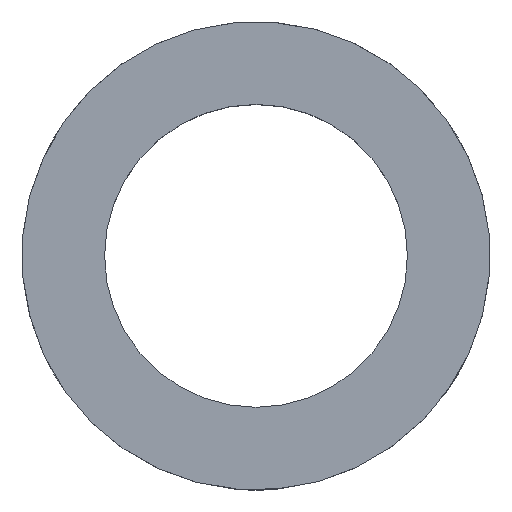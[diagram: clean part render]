
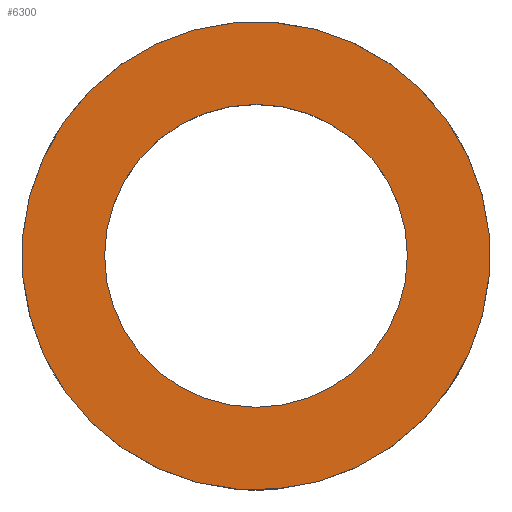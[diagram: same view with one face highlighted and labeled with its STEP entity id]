
A CAD part, top view. The second image highlights one B-rep face of the part: STEP entity #6300.
In plain terms, the highlighted face is planar.
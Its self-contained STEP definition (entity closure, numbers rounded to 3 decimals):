
#3840=CARTESIAN_POINT('',(-11.659,8.28,0.));
#3850=VERTEX_POINT('',#3840);
#3880=CARTESIAN_POINT('',(0.,0.,0.));
#3890=DIRECTION('',(0.,0.,-1.));
#3900=DIRECTION('',(0.815,-0.579,0.));
#3910=AXIS2_PLACEMENT_3D('',#3880,#3890,#3900);
#3920=CIRCLE('',#3910,14.3);
#3930=CARTESIAN_POINT('',(11.659,-8.28,0.));
#3940=VERTEX_POINT('',#3930);
#3950=EDGE_CURVE('',#3850,#3940,#3920,.T.);
#6010=CARTESIAN_POINT('',(0.,0.,0.));
#6020=DIRECTION('',(0.,0.,1.));
#6030=DIRECTION('',(1.,0.,0.));
#6040=AXIS2_PLACEMENT_3D('',#6010,#6020,#6030);
#6050=PLANE('',#6040);
#6060=CARTESIAN_POINT('',(0.,0.,0.));
#6070=DIRECTION('',(0.,0.,1.));
#6080=DIRECTION('',(1.,0.,0.));
#6090=AXIS2_PLACEMENT_3D('',#6060,#6070,#6080);
#6100=CIRCLE('',#6090,9.25);
#6110=CARTESIAN_POINT('',(9.25,0.,0.));
#6120=VERTEX_POINT('',#6110);
#6130=CARTESIAN_POINT('',(-9.25,0.,0.));
#6140=VERTEX_POINT('',#6130);
#6150=EDGE_CURVE('',#6120,#6140,#6100,.T.);
#6160=ORIENTED_EDGE('',*,*,#6150,.T.);
#6170=EDGE_CURVE('',#6140,#6120,#6100,.T.);
#6180=ORIENTED_EDGE('',*,*,#6170,.T.);
#6190=EDGE_LOOP('',(#6180,#6160));
#6200=FACE_BOUND('',#6190,.T.);
#6210=ORIENTED_EDGE('',*,*,#3950,.T.);
#6220=CARTESIAN_POINT('',(-13.,-5.957,0.));
#6230=VERTEX_POINT('',#6220);
#6240=EDGE_CURVE('',#6230,#3850,#3920,.T.);
#6250=ORIENTED_EDGE('',*,*,#6240,.T.);
#6260=EDGE_CURVE('',#3940,#6230,#3920,.T.);
#6270=ORIENTED_EDGE('',*,*,#6260,.T.);
#6280=EDGE_LOOP('',(#6270,#6250,#6210));
#6290=FACE_OUTER_BOUND('',#6280,.T.);
#6300=ADVANCED_FACE('',(#6200,#6290),#6050,.F.);
